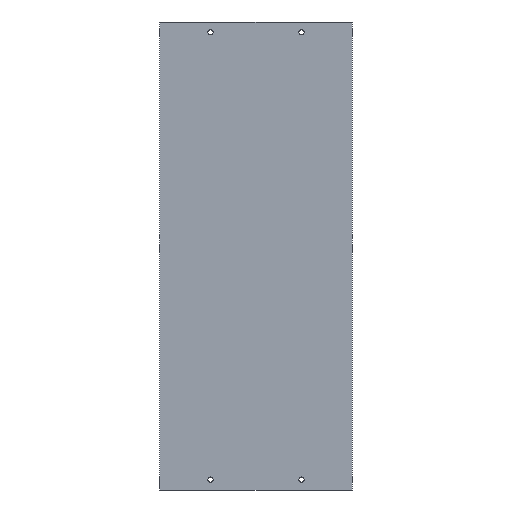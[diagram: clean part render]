
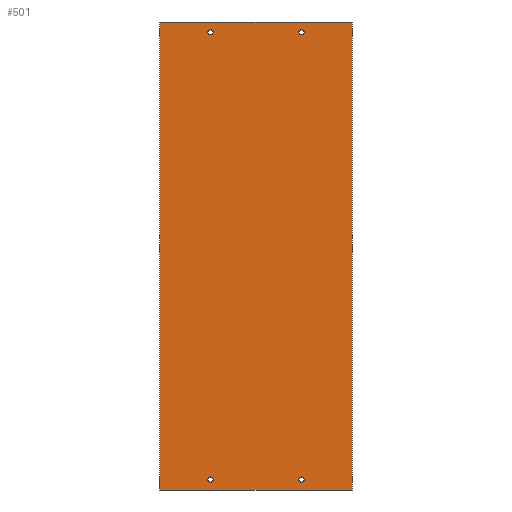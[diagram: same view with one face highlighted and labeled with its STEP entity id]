
A CAD part, front view. The second image highlights one B-rep face of the part: STEP entity #501.
In plain terms, the highlighted planar face has unit normal (0, -1, 0).
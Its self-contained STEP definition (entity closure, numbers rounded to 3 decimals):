
#20 = EDGE_CURVE ( 'NONE', #987, #967, #407, .T. ) ;
#24 = CARTESIAN_POINT ( 'NONE',  ( -37., -2., 0. ) ) ;
#27 = VERTEX_POINT ( 'NONE', #1176 ) ;
#48 = DIRECTION ( 'NONE',  ( -1., 0., 0. ) ) ;
#66 = DIRECTION ( 'NONE',  ( 0., 1., 0. ) ) ;
#89 = CIRCLE ( 'NONE', #800, 1. ) ;
#117 = VERTEX_POINT ( 'NONE', #135 ) ;
#127 = AXIS2_PLACEMENT_3D ( 'NONE', #1053, #959, #386 ) ;
#135 = CARTESIAN_POINT ( 'NONE',  ( 16.5, -2., 4. ) ) ;
#146 = CARTESIAN_POINT ( 'NONE',  ( 16.5, -2., 176. ) ) ;
#154 = ORIENTED_EDGE ( 'NONE', *, *, #329, .T. ) ;
#177 = LINE ( 'NONE', #1132, #381 ) ;
#182 = CARTESIAN_POINT ( 'NONE',  ( 37., -2., 0. ) ) ;
#183 = FACE_BOUND ( 'NONE', #1174, .T. ) ;
#188 = FACE_BOUND ( 'NONE', #343, .T. ) ;
#196 = DIRECTION ( 'NONE',  ( 0., 1., 0. ) ) ;
#206 = AXIS2_PLACEMENT_3D ( 'NONE', #709, #287, #765 ) ;
#262 = CARTESIAN_POINT ( 'NONE',  ( -16.5, -2., 4. ) ) ;
#269 = CARTESIAN_POINT ( 'NONE',  ( 37., -2., 180. ) ) ;
#271 = EDGE_LOOP ( 'NONE', ( #450, #1044 ) ) ;
#281 = EDGE_CURVE ( 'NONE', #698, #27, #756, .T. ) ;
#287 = DIRECTION ( 'NONE',  ( 0., 1., 0. ) ) ;
#302 = CARTESIAN_POINT ( 'NONE',  ( -37., -2., 180. ) ) ;
#315 = LINE ( 'NONE', #703, #910 ) ;
#329 = EDGE_CURVE ( 'NONE', #27, #698, #395, .T. ) ;
#339 = DIRECTION ( 'NONE',  ( 0., 1., 0. ) ) ;
#343 = EDGE_LOOP ( 'NONE', ( #438, #939 ) ) ;
#351 = ORIENTED_EDGE ( 'NONE', *, *, #403, .T. ) ;
#358 = ORIENTED_EDGE ( 'NONE', *, *, #20, .F. ) ;
#365 = DIRECTION ( 'NONE',  ( 1., 0., 0. ) ) ;
#381 = VECTOR ( 'NONE', #544, 1000. ) ;
#386 = DIRECTION ( 'NONE',  ( -1., 0., 0. ) ) ;
#395 = CIRCLE ( 'NONE', #998, 1. ) ;
#403 = EDGE_CURVE ( 'NONE', #564, #955, #1145, .T. ) ;
#407 = LINE ( 'NONE', #302, #1148 ) ;
#411 = LINE ( 'NONE', #24, #1183 ) ;
#416 = FACE_BOUND ( 'NONE', #1033, .T. ) ;
#423 = DIRECTION ( 'NONE',  ( 0., 1., 0. ) ) ;
#438 = ORIENTED_EDGE ( 'NONE', *, *, #615, .T. ) ;
#450 = ORIENTED_EDGE ( 'NONE', *, *, #476, .T. ) ;
#476 = EDGE_CURVE ( 'NONE', #117, #905, #89, .T. ) ;
#496 = ORIENTED_EDGE ( 'NONE', *, *, #281, .T. ) ;
#501 = ADVANCED_FACE ( 'NONE', ( #862, #183, #188, #416, #574 ), #588, .F. ) ;
#519 = DIRECTION ( 'NONE',  ( -1., 0., 0. ) ) ;
#543 = DIRECTION ( 'NONE',  ( 1., 0., 0. ) ) ;
#544 = DIRECTION ( 'NONE',  ( 0., 0., -1. ) ) ;
#553 = EDGE_CURVE ( 'NONE', #905, #117, #700, .T. ) ;
#564 = VERTEX_POINT ( 'NONE', #262 ) ;
#574 = FACE_OUTER_BOUND ( 'NONE', #974, .T. ) ;
#588 = PLANE ( 'NONE',  #678 ) ;
#594 = AXIS2_PLACEMENT_3D ( 'NONE', #948, #850, #1032 ) ;
#615 = EDGE_CURVE ( 'NONE', #887, #1106, #1025, .T. ) ;
#634 = CARTESIAN_POINT ( 'NONE',  ( -17.5, -2., 4. ) ) ;
#636 = VERTEX_POINT ( 'NONE', #911 ) ;
#675 = CIRCLE ( 'NONE', #127, 1. ) ;
#678 = AXIS2_PLACEMENT_3D ( 'NONE', #965, #877, #971 ) ;
#689 = CARTESIAN_POINT ( 'NONE',  ( -18.5, -2., 176. ) ) ;
#698 = VERTEX_POINT ( 'NONE', #689 ) ;
#700 = CIRCLE ( 'NONE', #1131, 1. ) ;
#702 = EDGE_CURVE ( 'NONE', #636, #1207, #411, .T. ) ;
#703 = CARTESIAN_POINT ( 'NONE',  ( 37., -2., 180. ) ) ;
#709 = CARTESIAN_POINT ( 'NONE',  ( -17.5, -2., 4. ) ) ;
#711 = DIRECTION ( 'NONE',  ( 0., 0., -1. ) ) ;
#723 = CARTESIAN_POINT ( 'NONE',  ( 18.5, -2., 4. ) ) ;
#733 = CIRCLE ( 'NONE', #814, 1. ) ;
#736 = CARTESIAN_POINT ( 'NONE',  ( 18.5, -2., 176. ) ) ;
#750 = ORIENTED_EDGE ( 'NONE', *, *, #984, .T. ) ;
#756 = CIRCLE ( 'NONE', #594, 1. ) ;
#763 = EDGE_CURVE ( 'NONE', #1106, #887, #675, .T. ) ;
#765 = DIRECTION ( 'NONE',  ( -1., 0., 0. ) ) ;
#794 = DIRECTION ( 'NONE',  ( 1., 0., 0. ) ) ;
#800 = AXIS2_PLACEMENT_3D ( 'NONE', #958, #196, #882 ) ;
#801 = ORIENTED_EDGE ( 'NONE', *, *, #947, .F. ) ;
#814 = AXIS2_PLACEMENT_3D ( 'NONE', #634, #423, #519 ) ;
#850 = DIRECTION ( 'NONE',  ( 0., 1., 0. ) ) ;
#856 = CARTESIAN_POINT ( 'NONE',  ( -17.5, -2., 176. ) ) ;
#862 = FACE_BOUND ( 'NONE', #271, .T. ) ;
#877 = DIRECTION ( 'NONE',  ( 0., 1., 0. ) ) ;
#882 = DIRECTION ( 'NONE',  ( 1., 0., 0. ) ) ;
#883 = DIRECTION ( 'NONE',  ( 1., 0., 0. ) ) ;
#884 = EDGE_CURVE ( 'NONE', #955, #564, #733, .T. ) ;
#886 = ORIENTED_EDGE ( 'NONE', *, *, #702, .T. ) ;
#887 = VERTEX_POINT ( 'NONE', #146 ) ;
#905 = VERTEX_POINT ( 'NONE', #723 ) ;
#910 = VECTOR ( 'NONE', #711, 1000. ) ;
#911 = CARTESIAN_POINT ( 'NONE',  ( -37., -2., 0. ) ) ;
#939 = ORIENTED_EDGE ( 'NONE', *, *, #763, .T. ) ;
#947 = EDGE_CURVE ( 'NONE', #967, #1207, #315, .T. ) ;
#948 = CARTESIAN_POINT ( 'NONE',  ( -17.5, -2., 176. ) ) ;
#952 = CARTESIAN_POINT ( 'NONE',  ( -37., -2., 180. ) ) ;
#955 = VERTEX_POINT ( 'NONE', #1094 ) ;
#958 = CARTESIAN_POINT ( 'NONE',  ( 17.5, -2., 4. ) ) ;
#959 = DIRECTION ( 'NONE',  ( 0., 1., 0. ) ) ;
#965 = CARTESIAN_POINT ( 'NONE',  ( -37., -2., 180. ) ) ;
#967 = VERTEX_POINT ( 'NONE', #269 ) ;
#971 = DIRECTION ( 'NONE',  ( 0., 0., 1. ) ) ;
#974 = EDGE_LOOP ( 'NONE', ( #886, #801, #358, #750 ) ) ;
#984 = EDGE_CURVE ( 'NONE', #987, #636, #177, .T. ) ;
#987 = VERTEX_POINT ( 'NONE', #952 ) ;
#994 = ORIENTED_EDGE ( 'NONE', *, *, #884, .T. ) ;
#998 = AXIS2_PLACEMENT_3D ( 'NONE', #856, #66, #365 ) ;
#1025 = CIRCLE ( 'NONE', #1108, 1. ) ;
#1032 = DIRECTION ( 'NONE',  ( 1., 0., 0. ) ) ;
#1033 = EDGE_LOOP ( 'NONE', ( #994, #351 ) ) ;
#1044 = ORIENTED_EDGE ( 'NONE', *, *, #553, .T. ) ;
#1053 = CARTESIAN_POINT ( 'NONE',  ( 17.5, -2., 176. ) ) ;
#1094 = CARTESIAN_POINT ( 'NONE',  ( -18.5, -2., 4. ) ) ;
#1106 = VERTEX_POINT ( 'NONE', #736 ) ;
#1108 = AXIS2_PLACEMENT_3D ( 'NONE', #1230, #1122, #48 ) ;
#1122 = DIRECTION ( 'NONE',  ( 0., 1., 0. ) ) ;
#1131 = AXIS2_PLACEMENT_3D ( 'NONE', #1136, #339, #543 ) ;
#1132 = CARTESIAN_POINT ( 'NONE',  ( -37., -2., 180. ) ) ;
#1136 = CARTESIAN_POINT ( 'NONE',  ( 17.5, -2., 4. ) ) ;
#1145 = CIRCLE ( 'NONE', #206, 1. ) ;
#1148 = VECTOR ( 'NONE', #794, 1000. ) ;
#1174 = EDGE_LOOP ( 'NONE', ( #496, #154 ) ) ;
#1176 = CARTESIAN_POINT ( 'NONE',  ( -16.5, -2., 176. ) ) ;
#1183 = VECTOR ( 'NONE', #883, 1000. ) ;
#1207 = VERTEX_POINT ( 'NONE', #182 ) ;
#1230 = CARTESIAN_POINT ( 'NONE',  ( 17.5, -2., 176. ) ) ;
